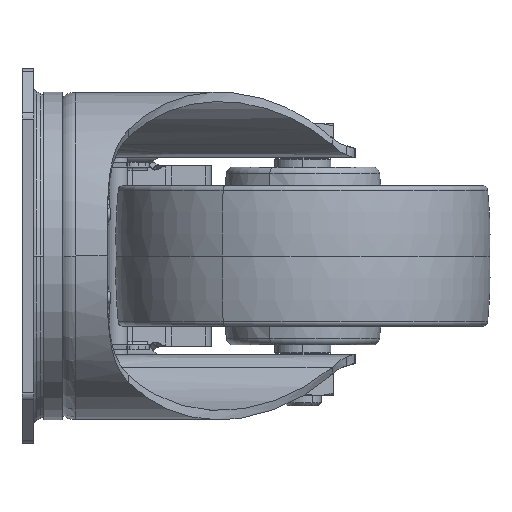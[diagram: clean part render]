
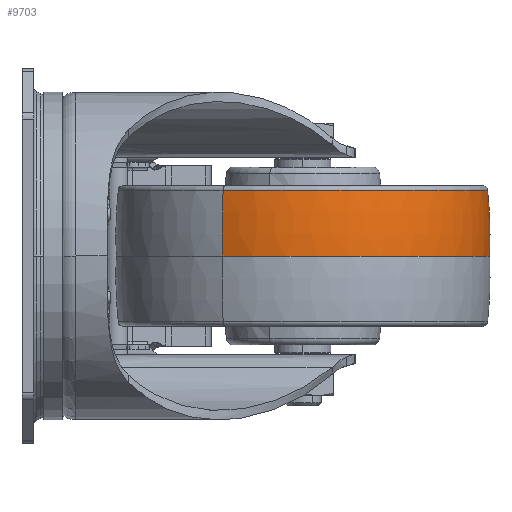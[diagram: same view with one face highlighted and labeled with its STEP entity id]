
A CAD part, left-side view. The second image highlights one B-rep face of the part: STEP entity #9703.
In plain terms, the highlighted toroidal (fillet/blend) face has major radius 109.979 mm and minor radius 150 mm.
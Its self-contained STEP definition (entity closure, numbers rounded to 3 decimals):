
#1107 = ORIENTED_EDGE ( 'NONE', *, *, #37926, .F. ) ;
#1399 = EDGE_LOOP ( 'NONE', ( #10133, #67166, #19595, #1107 ) ) ;
#1458 = DIRECTION ( 'NONE',  ( 0.431, 0.902, 0. ) ) ;
#3829 = VERTEX_POINT ( 'NONE', #37516 ) ;
#6702 = CARTESIAN_POINT ( 'NONE',  ( 38., -60., 0. ) ) ;
#7623 = DIRECTION ( 'NONE',  ( -0.902, 0.431, 0. ) ) ;
#8657 = AXIS2_PLACEMENT_3D ( 'NONE', #6702, #54604, #27597 ) ;
#9624 = DIRECTION ( 'NONE',  ( -0.431, -0.902, 0. ) ) ;
#9703 = ADVANCED_FACE ( 'NONE', ( #15265 ), #58875, .T. ) ;
#10133 = ORIENTED_EDGE ( 'NONE', *, *, #47196, .F. ) ;
#12811 = CARTESIAN_POINT ( 'NONE',  ( -61.251, -12.622, 2.509 ) ) ;
#14063 = CARTESIAN_POINT ( 'NONE',  ( 137.251, -107.378, 2.509 ) ) ;
#15265 = FACE_OUTER_BOUND ( 'NONE', #1399, .T. ) ;
#15895 = AXIS2_PLACEMENT_3D ( 'NONE', #37155, #57936, #7623 ) ;
#18632 = VERTEX_POINT ( 'NONE', #21990 ) ;
#19595 = ORIENTED_EDGE ( 'NONE', *, *, #54784, .T. ) ;
#20716 = CARTESIAN_POINT ( 'NONE',  ( 38., -60., 2.509 ) ) ;
#21990 = CARTESIAN_POINT ( 'NONE',  ( 1.902, -42.768, 0. ) ) ;
#23499 = CIRCLE ( 'NONE', #15895, 39.574 ) ;
#27597 = DIRECTION ( 'NONE',  ( -0.902, 0.431, 0. ) ) ;
#27756 = AXIS2_PLACEMENT_3D ( 'NONE', #12811, #1458, #33041 ) ;
#29991 = DIRECTION ( 'NONE',  ( -0.902, 0.431, 0. ) ) ;
#33041 = DIRECTION ( 'NONE',  ( -0.902, 0.431, 0. ) ) ;
#34324 = CIRCLE ( 'NONE', #27756, 150. ) ;
#37155 = CARTESIAN_POINT ( 'NONE',  ( 38., -60., 14.077 ) ) ;
#37516 = CARTESIAN_POINT ( 'NONE',  ( 2.286, -42.952, 14.077 ) ) ;
#37926 = EDGE_CURVE ( 'NONE', #60287, #18632, #57808, .T. ) ;
#40748 = DIRECTION ( 'NONE',  ( 0.902, -0.431, 0. ) ) ;
#42744 = CARTESIAN_POINT ( 'NONE',  ( 74.098, -77.232, 0. ) ) ;
#47196 = EDGE_CURVE ( 'NONE', #65247, #60287, #34324, .T. ) ;
#47748 = AXIS2_PLACEMENT_3D ( 'NONE', #14063, #9624, #40748 ) ;
#50184 = AXIS2_PLACEMENT_3D ( 'NONE', #20716, #67211, #29991 ) ;
#51128 = CARTESIAN_POINT ( 'NONE',  ( 73.714, -77.048, 14.077 ) ) ;
#53527 = EDGE_CURVE ( 'NONE', #65247, #3829, #23499, .T. ) ;
#54604 = DIRECTION ( 'NONE',  ( 0., 0., -1. ) ) ;
#54784 = EDGE_CURVE ( 'NONE', #3829, #18632, #59768, .T. ) ;
#57808 = CIRCLE ( 'NONE', #8657, 40. ) ;
#57936 = DIRECTION ( 'NONE',  ( 0., 0., -1. ) ) ;
#58875 = TOROIDAL_SURFACE ( 'NONE', #50184, -109.979, 150. ) ;
#59768 = CIRCLE ( 'NONE', #47748, 150. ) ;
#60287 = VERTEX_POINT ( 'NONE', #42744 ) ;
#65247 = VERTEX_POINT ( 'NONE', #51128 ) ;
#67166 = ORIENTED_EDGE ( 'NONE', *, *, #53527, .T. ) ;
#67211 = DIRECTION ( 'NONE',  ( 0., 0., -1. ) ) ;
